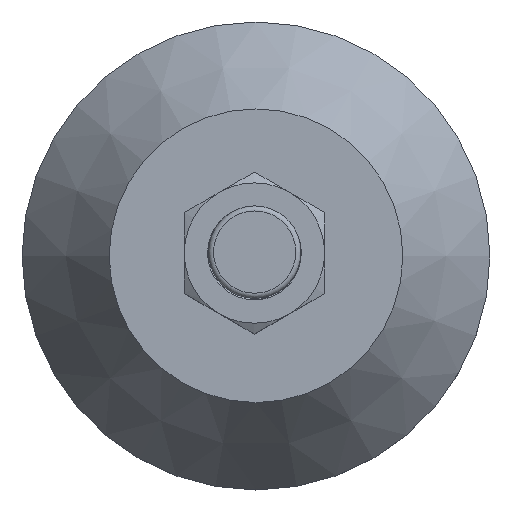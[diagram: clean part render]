
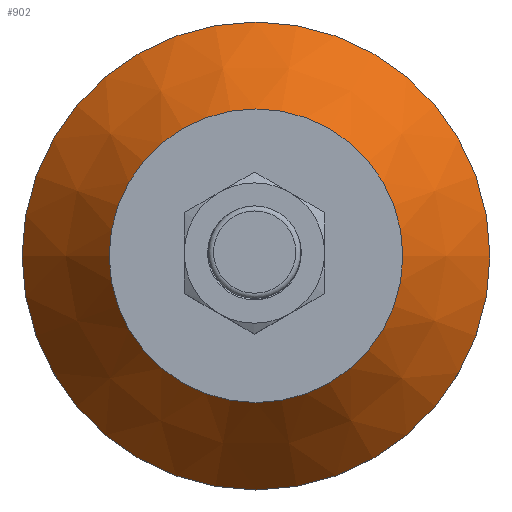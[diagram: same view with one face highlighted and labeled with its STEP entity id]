
A CAD part, top view. The second image highlights one B-rep face of the part: STEP entity #902.
In plain terms, the highlighted conical face has half-angle 35 degrees and reference radius 32.551 mm.
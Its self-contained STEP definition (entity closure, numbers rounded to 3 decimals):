
#149=FACE_OUTER_BOUND('',#214,.T.);
#214=EDGE_LOOP('',(#792,#793,#794,#795));
#256=CIRCLE('',#1010,25.102);
#257=CIRCLE('',#1011,40.);
#328=LINE('',#3126,#361);
#361=VECTOR('',#1217,32.551);
#434=VERTEX_POINT('',#3123);
#435=VERTEX_POINT('',#3125);
#555=EDGE_CURVE('',#434,#434,#256,.T.);
#556=EDGE_CURVE('',#434,#435,#328,.T.);
#557=EDGE_CURVE('',#435,#435,#257,.T.);
#792=ORIENTED_EDGE('',*,*,#555,.T.);
#793=ORIENTED_EDGE('',*,*,#556,.T.);
#794=ORIENTED_EDGE('',*,*,#557,.T.);
#795=ORIENTED_EDGE('',*,*,#556,.F.);
#851=CONICAL_SURFACE('',#1009,32.551,0.611);
#902=ADVANCED_FACE('',(#149),#851,.T.);
#1009=AXIS2_PLACEMENT_3D('',#3122,#1213,#1214);
#1010=AXIS2_PLACEMENT_3D('',#3124,#1215,#1216);
#1011=AXIS2_PLACEMENT_3D('',#3127,#1218,#1219);
#1213=DIRECTION('center_axis',(0.,0.,-1.));
#1214=DIRECTION('ref_axis',(1.,0.,0.));
#1215=DIRECTION('center_axis',(0.,0.,-1.));
#1216=DIRECTION('ref_axis',(1.,0.,0.));
#1217=DIRECTION('',(-0.574,0.,-0.819));
#1218=DIRECTION('center_axis',(0.,0.,1.));
#1219=DIRECTION('ref_axis',(1.,0.,0.));
#3122=CARTESIAN_POINT('Origin',(-21.197,-30.17,-14.592));
#3123=CARTESIAN_POINT('',(-46.299,-30.17,-3.954));
#3124=CARTESIAN_POINT('Origin',(-21.197,-30.17,-3.954));
#3125=CARTESIAN_POINT('',(-61.197,-30.17,-25.23));
#3126=CARTESIAN_POINT('',(-53.748,-30.17,-14.592));
#3127=CARTESIAN_POINT('Origin',(-21.197,-30.17,-25.23));
